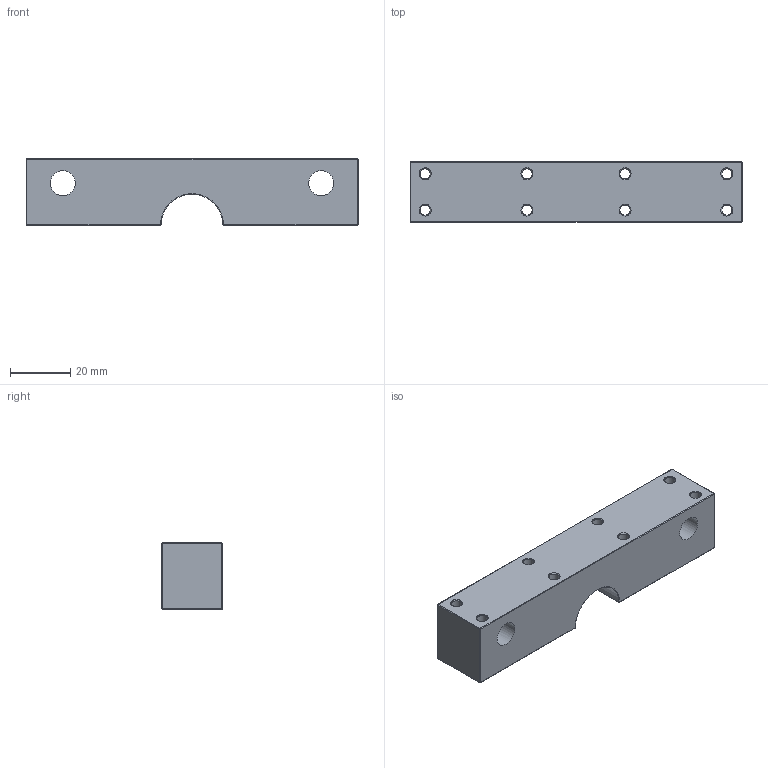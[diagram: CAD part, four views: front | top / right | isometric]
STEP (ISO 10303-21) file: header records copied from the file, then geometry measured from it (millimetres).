
FILE_DESCRIPTION(/* description */ (''),/* implementation_level */ '2;1');
FILE_NAME(/* name */ 'PJ-17_PivotClampTop.step',/* time_stamp */ '2026-02-13T13:48:44+01:00',/* author */ (''),/* organization */ (''),/* preprocessor_version */ 'ST-DEVELOPER v20.1',/* originating_system */ 'Autodesk Translation Framework v14.24.0.0',/* authorisation */ '');
FILE_SCHEMA (('AUTOMOTIVE_DESIGN { 1 0 10303 214 3 1 1 }'));
Length unit declared in the file: millimetre
Products named in the file (1): PJ-17_PivotClampTop
Bounding box: 110 x 20 x 22 mm (x, y, z)
Volume: 41029 mm3; surface area: 12713 mm2
Topology: 1 solids, 1 shells, 72 faces, 160 edges, 92 vertices
Faces by surface type: cylinder 31, cone 18, sphere 12, plane 9, torus 2
Full cylindrical faces by diameter (mm): 3.4 x8, 3.5 x2, 4.6 x2, 8.3 x2
Entity records: 2132 total; most frequent: DIRECTION 394, CARTESIAN_POINT 393, ORIENTED_EDGE 320, AXIS2_PLACEMENT_3D 165, EDGE_CURVE 160, EDGE_LOOP 98, CIRCLE 92, VERTEX_POINT 92
